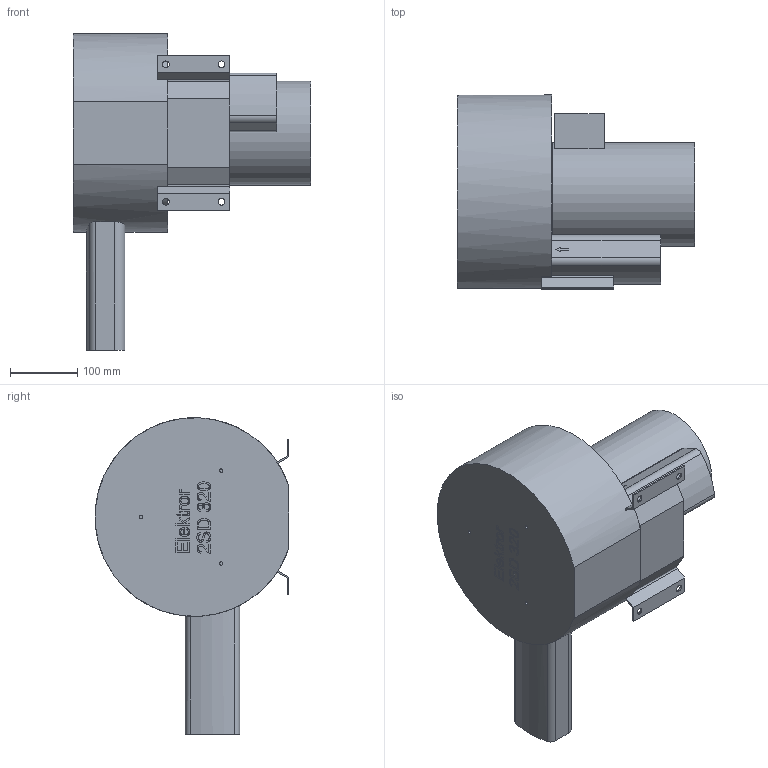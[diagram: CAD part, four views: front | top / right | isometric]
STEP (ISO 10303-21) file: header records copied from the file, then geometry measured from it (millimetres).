
FILE_DESCRIPTION((''),'2;1');
FILE_NAME('AttTemp.stp','2012-07-19T07:51:09',('LuginslandCAD'),(''),'Autodesk Inventor 2012','Autodesk Inventor 2012','');
FILE_SCHEMA(('CONFIG_CONTROL_DESIGN'));
Length unit declared in the file: millimetre
Products named in the file (1): 01-TB-14492
Bounding box: 354.1 x 289.25 x 472.14 mm (x, y, z)
Volume: 15594856.8 mm3; surface area: 551306.5 mm2
Topology: 1 solids, 1 shells, 311 faces, 801 edges, 534 vertices
Faces by surface type: plane 170, bspline 97, cylinder 44
Full cylindrical faces by diameter (mm): 4.917 x11, 10 x4, 11.5 x2, 38.952 x2, 133 x1, 155 x1
Entity records: 10098 total; most frequent: CARTESIAN_POINT 2939, ORIENTED_EDGE 1560, DIRECTION 1102, EDGE_CURVE 780, VERTEX_POINT 534, VECTOR 488, LINE 488, EDGE_LOOP 382
